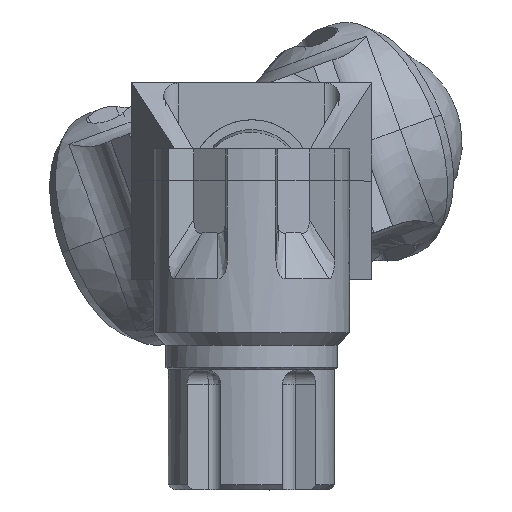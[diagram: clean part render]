
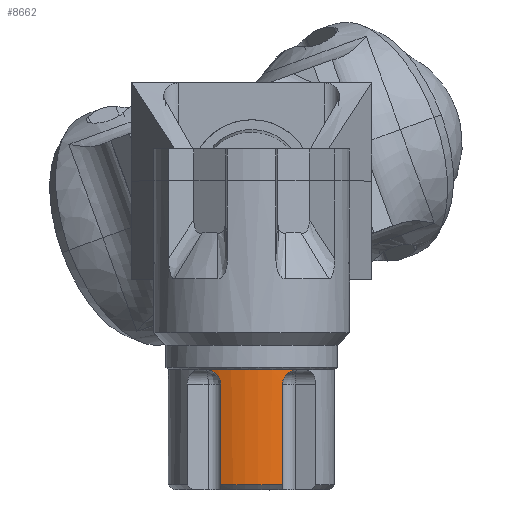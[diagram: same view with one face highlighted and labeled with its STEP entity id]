
A CAD part, top view. The second image highlights one B-rep face of the part: STEP entity #8662.
In plain terms, the highlighted cylindrical face has radius 17 mm (diameter 34 mm), a partial arc.
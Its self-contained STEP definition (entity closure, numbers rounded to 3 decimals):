
#413=B_SPLINE_CURVE_WITH_KNOTS('',3,(#16212,#16213,#16214,#16215,#16216,
#16217,#16218,#16219,#16220,#16221),.UNSPECIFIED.,.F.,.F.,(4,2,2,2,4),(0.997,
1.109,1.221,1.35,1.479),
 .UNSPECIFIED.);
#414=B_SPLINE_CURVE_WITH_KNOTS('',3,(#16274,#16275,#16276,#16277,#16278,
#16279,#16280,#16281,#16282,#16283),.UNSPECIFIED.,.F.,.F.,(4,2,2,2,4),(0.516,
0.645,0.774,0.886,0.997),
 .UNSPECIFIED.);
#1027=FACE_OUTER_BOUND('',#1572,.T.);
#1572=EDGE_LOOP('',(#7780,#7781,#7782,#7783,#7784,#7785));
#2266=LINE('',#15868,#2998);
#2299=LINE('',#16330,#3031);
#2998=VECTOR('',#11687,10.);
#3031=VECTOR('',#11840,10.);
#3426=CIRCLE('',#9556,17.);
#3444=CIRCLE('',#9612,17.);
#4222=VERTEX_POINT('',#15854);
#4223=VERTEX_POINT('',#15858);
#4225=VERTEX_POINT('',#15866);
#4254=VERTEX_POINT('',#16209);
#4255=VERTEX_POINT('',#16211);
#4257=VERTEX_POINT('',#16272);
#5395=EDGE_CURVE('',#4223,#4222,#3426,.T.);
#5398=EDGE_CURVE('',#4223,#4225,#2266,.T.);
#5447=EDGE_CURVE('',#4254,#4255,#413,.T.);
#5454=EDGE_CURVE('',#4225,#4257,#414,.F.);
#5469=EDGE_CURVE('',#4255,#4257,#3444,.T.);
#5474=EDGE_CURVE('',#4254,#4222,#2299,.T.);
#7780=ORIENTED_EDGE('',*,*,#5395,.F.);
#7781=ORIENTED_EDGE('',*,*,#5398,.T.);
#7782=ORIENTED_EDGE('',*,*,#5454,.T.);
#7783=ORIENTED_EDGE('',*,*,#5469,.F.);
#7784=ORIENTED_EDGE('',*,*,#5447,.F.);
#7785=ORIENTED_EDGE('',*,*,#5474,.T.);
#8266=CYLINDRICAL_SURFACE('',#9618,17.);
#8662=ADVANCED_FACE('',(#1027),#8266,.T.);
#9556=AXIS2_PLACEMENT_3D('',#15862,#11681,#11682);
#9612=AXIS2_PLACEMENT_3D('',#16321,#11825,#11826);
#9618=AXIS2_PLACEMENT_3D('',#16331,#11841,#11842);
#11681=DIRECTION('center_axis',(0.,-1.,0.));
#11682=DIRECTION('ref_axis',(-1.,0.,0.));
#11687=DIRECTION('',(0.,1.,0.));
#11825=DIRECTION('center_axis',(0.,1.,0.));
#11826=DIRECTION('ref_axis',(-1.,0.,0.));
#11840=DIRECTION('',(0.,-1.,0.));
#11841=DIRECTION('center_axis',(0.,-1.,0.));
#11842=DIRECTION('ref_axis',(-1.,0.,0.));
#15854=CARTESIAN_POINT('',(-6.265,-62.,35.803));
#15858=CARTESIAN_POINT('',(6.265,-62.,35.803));
#15862=CARTESIAN_POINT('Origin',(0.,-62.,20.));
#15866=CARTESIAN_POINT('',(6.265,-41.5,35.803));
#15868=CARTESIAN_POINT('',(6.265,-38.5,35.803));
#16209=CARTESIAN_POINT('',(-6.265,-41.5,35.803));
#16211=CARTESIAN_POINT('',(-9.248,-38.5,34.265));
#16212=CARTESIAN_POINT('Ctrl Pts',(-6.265,-41.5,35.803));
#16213=CARTESIAN_POINT('Ctrl Pts',(-6.265,-41.127,
35.803));
#16214=CARTESIAN_POINT('Ctrl Pts',(-6.339,-40.731,
35.775));
#16215=CARTESIAN_POINT('Ctrl Pts',(-6.632,-40.008,
35.654));
#16216=CARTESIAN_POINT('Ctrl Pts',(-6.851,-39.681,
35.561));
#16217=CARTESIAN_POINT('Ctrl Pts',(-7.379,-39.127,
35.318));
#16218=CARTESIAN_POINT('Ctrl Pts',(-7.734,-38.883,
35.145));
#16219=CARTESIAN_POINT('Ctrl Pts',(-8.489,-38.57,
34.735));
#16220=CARTESIAN_POINT('Ctrl Pts',(-8.887,-38.5,34.498));
#16221=CARTESIAN_POINT('Ctrl Pts',(-9.248,-38.5,34.265));
#16272=CARTESIAN_POINT('',(9.248,-38.5,34.265));
#16274=CARTESIAN_POINT('Ctrl Pts',(9.248,-38.5,34.265));
#16275=CARTESIAN_POINT('Ctrl Pts',(8.887,-38.5,34.498));
#16276=CARTESIAN_POINT('Ctrl Pts',(8.489,-38.57,34.735));
#16277=CARTESIAN_POINT('Ctrl Pts',(7.734,-38.883,35.145));
#16278=CARTESIAN_POINT('Ctrl Pts',(7.379,-39.127,35.318));
#16279=CARTESIAN_POINT('Ctrl Pts',(6.851,-39.681,35.561));
#16280=CARTESIAN_POINT('Ctrl Pts',(6.632,-40.008,35.654));
#16281=CARTESIAN_POINT('Ctrl Pts',(6.339,-40.731,35.775));
#16282=CARTESIAN_POINT('Ctrl Pts',(6.265,-41.127,35.803));
#16283=CARTESIAN_POINT('Ctrl Pts',(6.265,-41.5,35.803));
#16321=CARTESIAN_POINT('Origin',(0.,-38.5,20.));
#16330=CARTESIAN_POINT('',(-6.265,-38.5,35.803));
#16331=CARTESIAN_POINT('Origin',(0.,-38.5,20.));
